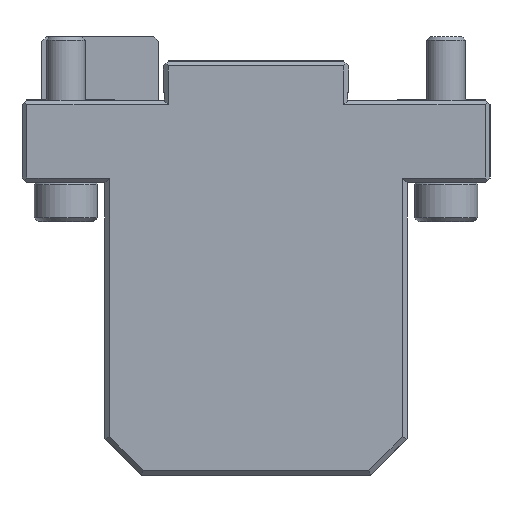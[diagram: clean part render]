
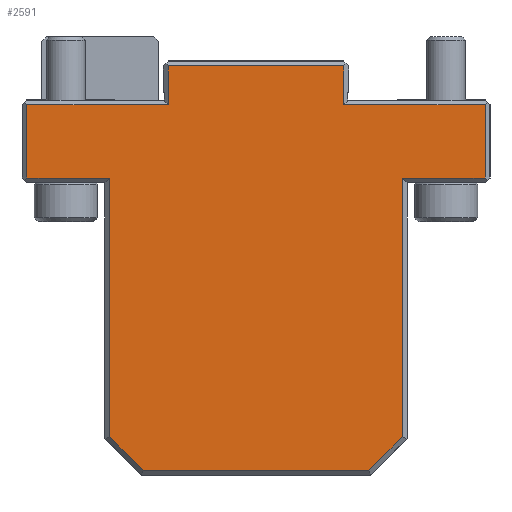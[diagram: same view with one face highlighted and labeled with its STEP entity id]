
A CAD part, left-side view. The second image highlights one B-rep face of the part: STEP entity #2591.
In plain terms, the highlighted planar face has unit normal (-1, 0, 0).
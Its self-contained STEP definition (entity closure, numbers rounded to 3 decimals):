
#185=LINE('',#4142,#459);
#187=LINE('',#4146,#461);
#190=LINE('',#4152,#464);
#192=LINE('',#4156,#466);
#194=LINE('',#4160,#468);
#205=LINE('',#4186,#479);
#209=LINE('',#4193,#483);
#247=LINE('',#4273,#521);
#249=LINE('',#4277,#523);
#275=LINE('',#4329,#549);
#276=LINE('',#4331,#550);
#277=LINE('',#4333,#551);
#278=LINE('',#4335,#552);
#279=LINE('',#4336,#553);
#459=VECTOR('',#3261,1000.);
#461=VECTOR('',#3265,1000.);
#464=VECTOR('',#3270,1000.);
#466=VECTOR('',#3274,1000.);
#468=VECTOR('',#3278,1000.);
#479=VECTOR('',#3303,1000.);
#483=VECTOR('',#3309,1000.);
#521=VECTOR('',#3383,1000.);
#523=VECTOR('',#3387,1000.);
#549=VECTOR('',#3429,1000.);
#550=VECTOR('',#3430,1000.);
#551=VECTOR('',#3431,1000.);
#552=VECTOR('',#3432,1000.);
#553=VECTOR('',#3433,1000.);
#1140=ORIENTED_EDGE('',*,*,#1574,.T.);
#1141=ORIENTED_EDGE('',*,*,#1602,.T.);
#1142=ORIENTED_EDGE('',*,*,#1603,.T.);
#1143=ORIENTED_EDGE('',*,*,#1604,.T.);
#1144=ORIENTED_EDGE('',*,*,#1605,.T.);
#1145=ORIENTED_EDGE('',*,*,#1576,.T.);
#1146=ORIENTED_EDGE('',*,*,#1518,.T.);
#1147=ORIENTED_EDGE('',*,*,#1516,.T.);
#1148=ORIENTED_EDGE('',*,*,#1530,.T.);
#1149=ORIENTED_EDGE('',*,*,#1606,.T.);
#1150=ORIENTED_EDGE('',*,*,#1534,.T.);
#1151=ORIENTED_EDGE('',*,*,#1514,.T.);
#1152=ORIENTED_EDGE('',*,*,#1511,.T.);
#1153=ORIENTED_EDGE('',*,*,#1509,.T.);
#1509=EDGE_CURVE('',#1803,#1805,#185,.T.);
#1511=EDGE_CURVE('',#1806,#1803,#187,.T.);
#1514=EDGE_CURVE('',#1807,#1806,#190,.T.);
#1516=EDGE_CURVE('',#1810,#1809,#192,.T.);
#1518=EDGE_CURVE('',#1811,#1810,#194,.T.);
#1530=EDGE_CURVE('',#1809,#1817,#205,.T.);
#1534=EDGE_CURVE('',#1819,#1807,#209,.T.);
#1574=EDGE_CURVE('',#1805,#1844,#247,.T.);
#1576=EDGE_CURVE('',#1846,#1811,#249,.T.);
#1602=EDGE_CURVE('',#1844,#1864,#275,.T.);
#1603=EDGE_CURVE('',#1864,#1865,#276,.T.);
#1604=EDGE_CURVE('',#1865,#1866,#277,.T.);
#1605=EDGE_CURVE('',#1866,#1846,#278,.T.);
#1606=EDGE_CURVE('',#1817,#1819,#279,.T.);
#1803=VERTEX_POINT('',#4137);
#1805=VERTEX_POINT('',#4141);
#1806=VERTEX_POINT('',#4145);
#1807=VERTEX_POINT('',#4149);
#1809=VERTEX_POINT('',#4155);
#1810=VERTEX_POINT('',#4157);
#1811=VERTEX_POINT('',#4161);
#1817=VERTEX_POINT('',#4184);
#1819=VERTEX_POINT('',#4190);
#1844=VERTEX_POINT('',#4272);
#1846=VERTEX_POINT('',#4278);
#1864=VERTEX_POINT('',#4330);
#1865=VERTEX_POINT('',#4332);
#1866=VERTEX_POINT('',#4334);
#2105=EDGE_LOOP('',(#1140,#1141,#1142,#1143,#1144,#1145,#1146,#1147,#1148,
#1149,#1150,#1151,#1152,#1153));
#2305=FACE_BOUND('',#2105,.T.);
#2451=PLANE('',#2806);
#2591=ADVANCED_FACE('',(#2305),#2451,.T.);
#2806=AXIS2_PLACEMENT_3D('',#4328,#3427,#3428);
#3261=DIRECTION('',(0.,-0.707,0.707));
#3265=DIRECTION('',(0.,-1.,0.));
#3270=DIRECTION('',(0.,-0.707,-0.707));
#3274=DIRECTION('',(0.,1.,0.));
#3278=DIRECTION('',(0.,0.,-1.));
#3303=DIRECTION('',(0.,0.,-1.));
#3309=DIRECTION('',(0.,0.,-1.));
#3383=DIRECTION('',(0.,0.,1.));
#3387=DIRECTION('',(0.,1.,0.));
#3427=DIRECTION('',(-1.,0.,0.));
#3428=DIRECTION('',(0.,1.,0.));
#3429=DIRECTION('',(0.,-1.,0.));
#3430=DIRECTION('',(0.,0.,1.));
#3431=DIRECTION('',(0.,1.,0.));
#3432=DIRECTION('',(0.,0.,1.));
#3433=DIRECTION('',(0.,-1.,0.));
#4137=CARTESIAN_POINT('',(-100.,-23.086,-76.));
#4141=CARTESIAN_POINT('',(-100.,-30.,-69.086));
#4142=CARTESIAN_POINT('',(-100.,-35.043,-64.043));
#4145=CARTESIAN_POINT('',(-100.,23.086,-76.));
#4146=CARTESIAN_POINT('',(-100.,-48.,-76.));
#4149=CARTESIAN_POINT('',(-100.,30.,-69.086));
#4152=CARTESIAN_POINT('',(-100.,-12.957,-112.043));
#4155=CARTESIAN_POINT('',(-100.,47.,-1.));
#4156=CARTESIAN_POINT('',(-100.,-48.,-1.));
#4157=CARTESIAN_POINT('',(-100.,18.,-1.));
#4160=CARTESIAN_POINT('',(-100.,18.,-77.));
#4161=CARTESIAN_POINT('',(-100.,18.,7.));
#4184=CARTESIAN_POINT('',(-100.,47.,-16.));
#4186=CARTESIAN_POINT('',(-100.,47.,-77.));
#4190=CARTESIAN_POINT('',(-100.,30.,-16.));
#4193=CARTESIAN_POINT('',(-100.,30.,-77.));
#4272=CARTESIAN_POINT('',(-100.,-30.,-16.));
#4273=CARTESIAN_POINT('',(-100.,-30.,-77.));
#4277=CARTESIAN_POINT('',(-100.,-48.,7.));
#4278=CARTESIAN_POINT('',(-100.,-18.,7.));
#4328=CARTESIAN_POINT('',(-100.,0.,-12.233));
#4329=CARTESIAN_POINT('',(-100.,-48.,-16.));
#4330=CARTESIAN_POINT('',(-100.,-47.,-16.));
#4331=CARTESIAN_POINT('',(-100.,-47.,0.));
#4332=CARTESIAN_POINT('',(-100.,-47.,-1.));
#4333=CARTESIAN_POINT('',(-100.,-48.,-1.));
#4334=CARTESIAN_POINT('',(-100.,-18.,-1.));
#4335=CARTESIAN_POINT('',(-100.,-18.,8.));
#4336=CARTESIAN_POINT('',(-100.,-48.,-16.));
